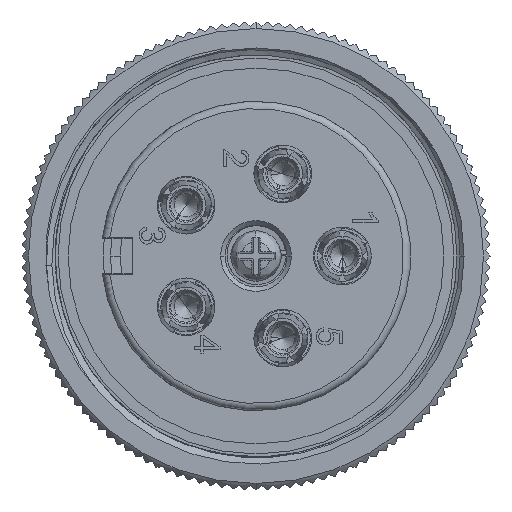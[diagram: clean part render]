
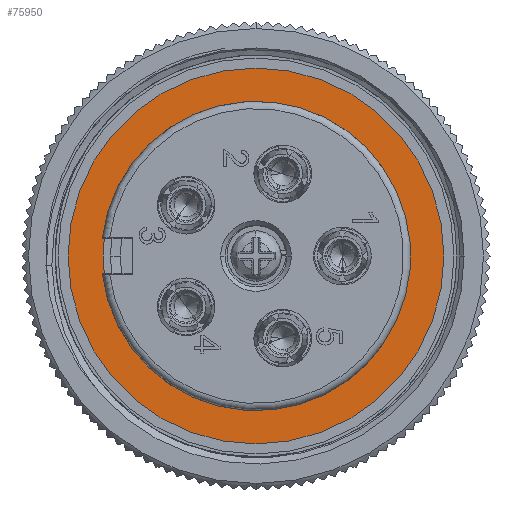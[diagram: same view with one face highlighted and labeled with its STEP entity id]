
A CAD part, front view. The second image highlights one B-rep face of the part: STEP entity #75950.
In plain terms, the highlighted planar face has unit normal (0, -1, 0).
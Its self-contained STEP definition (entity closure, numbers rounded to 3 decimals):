
#27346=CARTESIAN_POINT('',(0.,-1.33,0.));
#27347=DIRECTION('',(0.,-1.,0.));
#27348=DIRECTION('',(1.,0.,0.));
#27349=AXIS2_PLACEMENT_3D('',#27346,#27347,#27348);
#27351=CARTESIAN_POINT('',(0.,-1.33,0.));
#27352=DIRECTION('',(0.,-1.,0.));
#27353=DIRECTION('',(-1.,0.,0.));
#27354=AXIS2_PLACEMENT_3D('',#27351,#27352,#27353);
#27356=CARTESIAN_POINT('',(0.,-1.33,0.));
#27357=DIRECTION('',(0.,1.,0.));
#27358=DIRECTION('',(1.,0.,0.));
#27359=AXIS2_PLACEMENT_3D('',#27356,#27357,#27358);
#27361=CARTESIAN_POINT('',(0.,-1.33,0.));
#27362=DIRECTION('',(0.,1.,0.));
#27363=DIRECTION('',(-1.,0.,0.));
#27364=AXIS2_PLACEMENT_3D('',#27361,#27362,#27363);
#38256=CARTESIAN_POINT('',(13.05,-1.33,0.));
#38257=CARTESIAN_POINT('',(-13.05,-1.33,0.));
#38258=VERTEX_POINT('',#38256);
#38259=VERTEX_POINT('',#38257);
#38260=CARTESIAN_POINT('',(10.6,-1.33,0.));
#38261=CARTESIAN_POINT('',(-10.6,-1.33,0.));
#38262=VERTEX_POINT('',#38260);
#38263=VERTEX_POINT('',#38261);
#75935=CARTESIAN_POINT('',(0.,-1.33,0.));
#75936=DIRECTION('',(0.,-1.,0.));
#75937=DIRECTION('',(1.,0.,0.));
#75938=AXIS2_PLACEMENT_3D('',#75935,#75936,#75937);
#75939=PLANE('',#75938);
#75940=ORIENTED_EDGE('',*,*,#75901,.F.);
#75941=ORIENTED_EDGE('',*,*,#75922,.F.);
#75942=EDGE_LOOP('',(#75940,#75941));
#75943=FACE_OUTER_BOUND('',#75942,.F.);
#75945=ORIENTED_EDGE('',*,*,#75944,.F.);
#75947=ORIENTED_EDGE('',*,*,#75946,.F.);
#75948=EDGE_LOOP('',(#75945,#75947));
#75949=FACE_BOUND('',#75948,.F.);
#27350=CIRCLE('',#27349,13.05);
#27355=CIRCLE('',#27354,13.05);
#27360=CIRCLE('',#27359,10.6);
#27365=CIRCLE('',#27364,10.6);
#75901=EDGE_CURVE('',#38258,#38259,#27350,.T.);
#75922=EDGE_CURVE('',#38259,#38258,#27355,.T.);
#75944=EDGE_CURVE('',#38262,#38263,#27360,.T.);
#75946=EDGE_CURVE('',#38263,#38262,#27365,.T.);
#75950=ADVANCED_FACE('',(#75943,#75949),#75939,.T.);
